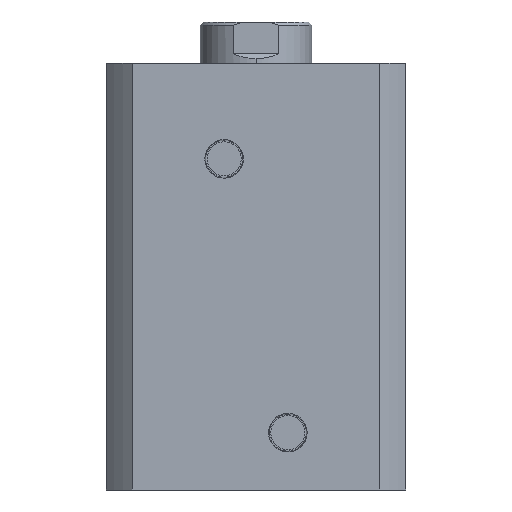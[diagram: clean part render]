
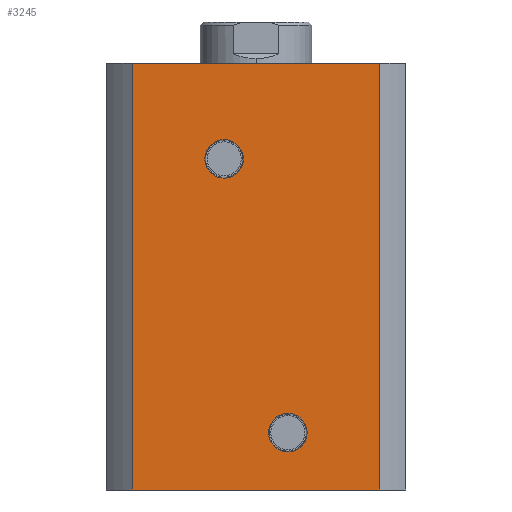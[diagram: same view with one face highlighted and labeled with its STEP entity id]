
A CAD part, left-side view. The second image highlights one B-rep face of the part: STEP entity #3245.
In plain terms, the highlighted planar face has unit normal (-1, 0, 0).
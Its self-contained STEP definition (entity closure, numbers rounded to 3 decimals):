
#15 = VERTEX_POINT ( 'NONE', #324 ) ;
#16 = VERTEX_POINT ( 'NONE', #306 ) ;
#68 = VERTEX_POINT ( 'NONE', #1595 ) ;
#72 = VERTEX_POINT ( 'NONE', #2769 ) ;
#102 = VERTEX_POINT ( 'NONE', #2773 ) ;
#104 = VERTEX_POINT ( 'NONE', #2771 ) ;
#130 = VERTEX_POINT ( 'NONE', #2521 ) ;
#264 = FACE_BOUND ( 'NONE', #1194, .T. ) ;
#293 = FACE_OUTER_BOUND ( 'NONE', #1161, .T. ) ;
#296 = FACE_BOUND ( 'NONE', #1191, .T. ) ;
#306 = CARTESIAN_POINT ( 'NONE',  ( -47., 38.884, 134. ) ) ;
#324 = CARTESIAN_POINT ( 'NONE',  ( -47., -38.884, 0. ) ) ;
#360 = EDGE_CURVE ( 'NONE', #72, #104, #1011, .T. ) ;
#408 = EDGE_CURVE ( 'NONE', #102, #130, #1086, .T. ) ;
#1011 = CIRCLE ( 'NONE', #2275, 6.06 ) ;
#1086 = CIRCLE ( 'NONE', #1426, 6.06 ) ;
#1161 = EDGE_LOOP ( 'NONE', ( #2871, #2870, #2869, #2868 ) ) ;
#1191 = EDGE_LOOP ( 'NONE', ( #2856, #2872 ) ) ;
#1194 = EDGE_LOOP ( 'NONE', ( #2858, #2857 ) ) ;
#1203 = CARTESIAN_POINT ( 'NONE',  ( -47., 0., 134. ) ) ;
#1205 = PLANE ( 'NONE',  #1465 ) ;
#1207 = DIRECTION ( 'NONE',  ( 1., 0., 0. ) ) ;
#1208 = DIRECTION ( 'NONE',  ( 0., 1., 0. ) ) ;
#1426 = AXIS2_PLACEMENT_3D ( 'NONE', #3524, #3525, #3526 ) ;
#1465 = AXIS2_PLACEMENT_3D ( 'NONE', #1203, #1207, #1208 ) ;
#1506 = AXIS2_PLACEMENT_3D ( 'NONE', #3205, #3206, #3207 ) ;
#1507 = AXIS2_PLACEMENT_3D ( 'NONE', #3201, #3202, #3203 ) ;
#1595 = CARTESIAN_POINT ( 'NONE',  ( -47., 38.884, 0. ) ) ;
#1870 = VERTEX_POINT ( 'NONE', #2622 ) ;
#2000 = LINE ( 'NONE', #3186, #2011 ) ;
#2011 = VECTOR ( 'NONE', #3191, 1000. ) ;
#2015 = CIRCLE ( 'NONE', #1507, 6.06 ) ;
#2018 = CIRCLE ( 'NONE', #1506, 6.06 ) ;
#2021 = LINE ( 'NONE', #3208, #2024 ) ;
#2024 = VECTOR ( 'NONE', #3209, 1000. ) ;
#2025 = LINE ( 'NONE', #3212, #2028 ) ;
#2028 = VECTOR ( 'NONE', #3213, 1000. ) ;
#2029 = LINE ( 'NONE', #3215, #2032 ) ;
#2032 = VECTOR ( 'NONE', #3216, 1000. ) ;
#2275 = AXIS2_PLACEMENT_3D ( 'NONE', #3623, #3624, #3625 ) ;
#2334 = EDGE_CURVE ( 'NONE', #16, #68, #2000, .T. ) ;
#2338 = EDGE_CURVE ( 'NONE', #104, #72, #2015, .T. ) ;
#2340 = EDGE_CURVE ( 'NONE', #130, #102, #2018, .T. ) ;
#2342 = EDGE_CURVE ( 'NONE', #68, #15, #2021, .T. ) ;
#2344 = EDGE_CURVE ( 'NONE', #1870, #15, #2025, .T. ) ;
#2346 = EDGE_CURVE ( 'NONE', #16, #1870, #2029, .T. ) ;
#2521 = CARTESIAN_POINT ( 'NONE',  ( -47., -10., 24.06 ) ) ;
#2622 = CARTESIAN_POINT ( 'NONE',  ( -47., -38.884, 134. ) ) ;
#2769 = CARTESIAN_POINT ( 'NONE',  ( -47., 10., 97.94 ) ) ;
#2771 = CARTESIAN_POINT ( 'NONE',  ( -47., 10., 110.06 ) ) ;
#2773 = CARTESIAN_POINT ( 'NONE',  ( -47., -10., 11.94 ) ) ;
#2856 = ORIENTED_EDGE ( 'NONE', *, *, #2340, .F. ) ;
#2857 = ORIENTED_EDGE ( 'NONE', *, *, #360, .F. ) ;
#2858 = ORIENTED_EDGE ( 'NONE', *, *, #2338, .F. ) ;
#2868 = ORIENTED_EDGE ( 'NONE', *, *, #2334, .T. ) ;
#2869 = ORIENTED_EDGE ( 'NONE', *, *, #2346, .F. ) ;
#2870 = ORIENTED_EDGE ( 'NONE', *, *, #2344, .F. ) ;
#2871 = ORIENTED_EDGE ( 'NONE', *, *, #2342, .T. ) ;
#2872 = ORIENTED_EDGE ( 'NONE', *, *, #408, .F. ) ;
#3186 = CARTESIAN_POINT ( 'NONE',  ( -47., 38.884, 134. ) ) ;
#3191 = DIRECTION ( 'NONE',  ( 0., 0., -1. ) ) ;
#3201 = CARTESIAN_POINT ( 'NONE',  ( -47., 10., 104. ) ) ;
#3202 = DIRECTION ( 'NONE',  ( -1., 0., 0. ) ) ;
#3203 = DIRECTION ( 'NONE',  ( 0., 0., 1. ) ) ;
#3205 = CARTESIAN_POINT ( 'NONE',  ( -47., -10., 18. ) ) ;
#3206 = DIRECTION ( 'NONE',  ( -1., 0., 0. ) ) ;
#3207 = DIRECTION ( 'NONE',  ( 0., 0., 1. ) ) ;
#3208 = CARTESIAN_POINT ( 'NONE',  ( -47., 0., 0. ) ) ;
#3209 = DIRECTION ( 'NONE',  ( 0., -1., 0. ) ) ;
#3212 = CARTESIAN_POINT ( 'NONE',  ( -47., -38.884, 134. ) ) ;
#3213 = DIRECTION ( 'NONE',  ( 0., 0., -1. ) ) ;
#3215 = CARTESIAN_POINT ( 'NONE',  ( -47., 0., 134. ) ) ;
#3216 = DIRECTION ( 'NONE',  ( 0., -1., 0. ) ) ;
#3245 = ADVANCED_FACE ( 'NONE', ( #264, #296, #293 ), #1205, .F. ) ;
#3524 = CARTESIAN_POINT ( 'NONE',  ( -47., -10., 18. ) ) ;
#3525 = DIRECTION ( 'NONE',  ( -1., 0., 0. ) ) ;
#3526 = DIRECTION ( 'NONE',  ( 0., 0., 1. ) ) ;
#3623 = CARTESIAN_POINT ( 'NONE',  ( -47., 10., 104. ) ) ;
#3624 = DIRECTION ( 'NONE',  ( -1., 0., 0. ) ) ;
#3625 = DIRECTION ( 'NONE',  ( 0., 0., 1. ) ) ;
